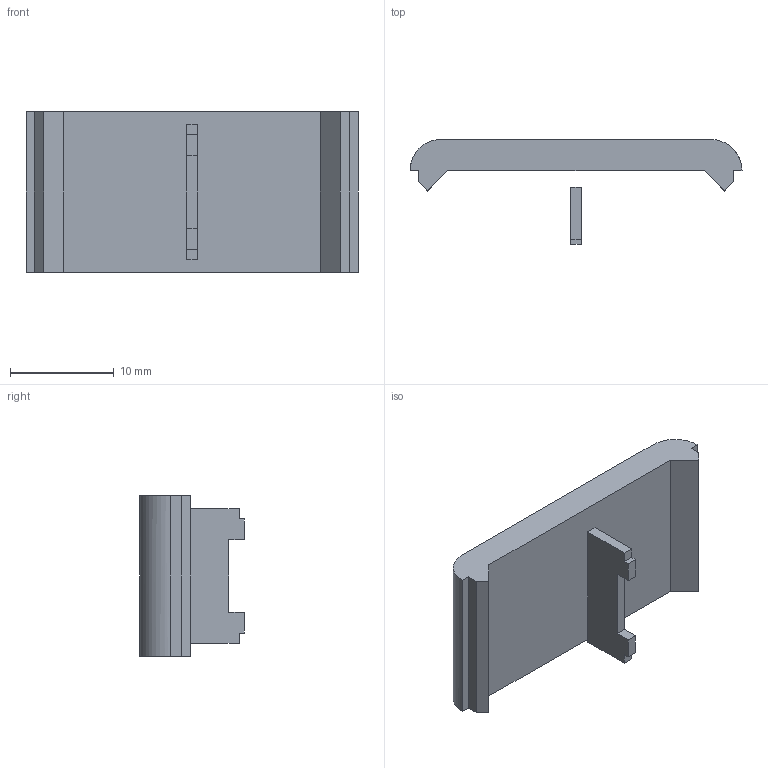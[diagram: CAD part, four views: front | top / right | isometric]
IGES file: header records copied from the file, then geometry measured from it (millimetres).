
Global section: file name: SZ0068S_A; native system: Autodesk Inventor 2015; preprocessor: unknown; author: M. Kaa; date: 20151124.162022; units: millimetre
Bounding box: 32 x 10.09 x 15.5 mm (x, y, z)
Volume: 1587.1 mm3; surface area: 1471.1 mm2
Topology: 2 solids, 2 shells, 28 faces, 72 edges, 48 vertices
Faces by surface type: bspline 28
